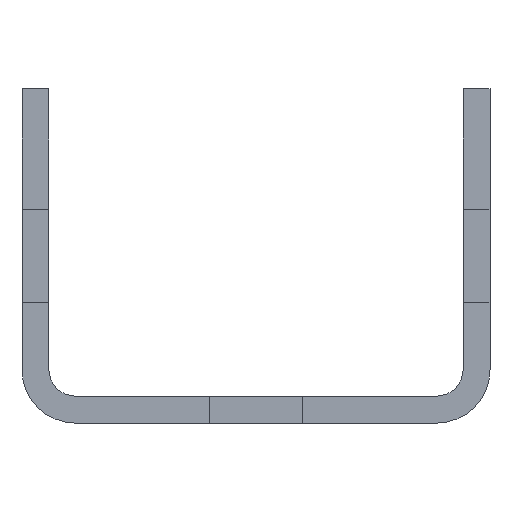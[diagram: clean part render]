
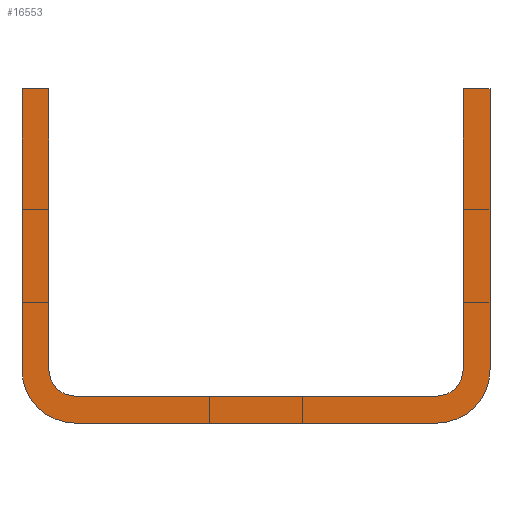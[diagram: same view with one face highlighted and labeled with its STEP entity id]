
A CAD part, front view. The second image highlights one B-rep face of the part: STEP entity #16553.
In plain terms, the highlighted planar face has unit normal (0, -1, 0).
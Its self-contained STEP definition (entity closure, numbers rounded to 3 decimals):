
#2=DIRECTION('',(0.,0.,-1.));
#3=VECTOR('',#2,42.);
#4=CARTESIAN_POINT('',(35.,0.,25.));
#5=LINE('',#4,#3);
#6=CARTESIAN_POINT('',(27.,0.,-17.));
#7=DIRECTION('',(0.,1.,0.));
#8=DIRECTION('',(1.,0.,0.));
#9=AXIS2_PLACEMENT_3D('',#6,#7,#8);
#11=DIRECTION('',(-1.,0.,0.));
#12=VECTOR('',#11,54.);
#13=CARTESIAN_POINT('',(27.,0.,-25.));
#14=LINE('',#13,#12);
#15=CARTESIAN_POINT('',(-27.,0.,-17.));
#16=DIRECTION('',(0.,1.,0.));
#17=DIRECTION('',(0.,0.,-1.));
#18=AXIS2_PLACEMENT_3D('',#15,#16,#17);
#20=DIRECTION('',(0.,0.,1.));
#21=VECTOR('',#20,42.);
#22=CARTESIAN_POINT('',(-35.,0.,-17.));
#23=LINE('',#22,#21);
#24=DIRECTION('',(1.,0.,0.));
#25=VECTOR('',#24,4.);
#26=CARTESIAN_POINT('',(-35.,0.,25.));
#27=LINE('',#26,#25);
#28=DIRECTION('',(0.,0.,-1.));
#29=VECTOR('',#28,42.);
#30=CARTESIAN_POINT('',(-31.,0.,25.));
#31=LINE('',#30,#29);
#32=CARTESIAN_POINT('',(-27.,0.,-17.));
#33=DIRECTION('',(0.,-1.,0.));
#34=DIRECTION('',(-1.,0.,0.));
#35=AXIS2_PLACEMENT_3D('',#32,#33,#34);
#37=DIRECTION('',(1.,0.,0.));
#38=VECTOR('',#37,54.);
#39=CARTESIAN_POINT('',(-27.,0.,-21.));
#40=LINE('',#39,#38);
#41=CARTESIAN_POINT('',(27.,0.,-17.));
#42=DIRECTION('',(0.,-1.,0.));
#43=DIRECTION('',(0.,0.,-1.));
#44=AXIS2_PLACEMENT_3D('',#41,#42,#43);
#46=DIRECTION('',(0.,0.,1.));
#47=VECTOR('',#46,42.);
#48=CARTESIAN_POINT('',(31.,0.,-17.));
#49=LINE('',#48,#47);
#50=DIRECTION('',(1.,0.,0.));
#51=VECTOR('',#50,4.);
#52=CARTESIAN_POINT('',(31.,0.,25.));
#53=LINE('',#52,#51);
#12634=CARTESIAN_POINT('',(35.,0.,25.));
#12635=CARTESIAN_POINT('',(35.,0.,-17.));
#12636=VERTEX_POINT('',#12634);
#12637=VERTEX_POINT('',#12635);
#12638=CARTESIAN_POINT('',(27.,0.,-25.));
#12639=VERTEX_POINT('',#12638);
#12640=CARTESIAN_POINT('',(-27.,0.,-25.));
#12641=VERTEX_POINT('',#12640);
#12642=CARTESIAN_POINT('',(-35.,0.,-17.));
#12643=VERTEX_POINT('',#12642);
#12644=CARTESIAN_POINT('',(-35.,0.,25.));
#12645=VERTEX_POINT('',#12644);
#12646=CARTESIAN_POINT('',(-31.,0.,25.));
#12647=VERTEX_POINT('',#12646);
#12648=CARTESIAN_POINT('',(-31.,0.,-17.));
#12649=VERTEX_POINT('',#12648);
#12650=CARTESIAN_POINT('',(-27.,0.,-21.));
#12651=VERTEX_POINT('',#12650);
#12652=CARTESIAN_POINT('',(27.,0.,-21.));
#12653=VERTEX_POINT('',#12652);
#12654=CARTESIAN_POINT('',(31.,0.,-17.));
#12655=VERTEX_POINT('',#12654);
#12656=CARTESIAN_POINT('',(31.,0.,25.));
#12657=VERTEX_POINT('',#12656);
#16522=CARTESIAN_POINT('',(0.,0.,0.));
#16523=DIRECTION('',(0.,1.,0.));
#16524=DIRECTION('',(1.,0.,0.));
#16525=AXIS2_PLACEMENT_3D('',#16522,#16523,#16524);
#16526=PLANE('',#16525);
#16528=ORIENTED_EDGE('',*,*,#16527,.T.);
#16530=ORIENTED_EDGE('',*,*,#16529,.T.);
#16532=ORIENTED_EDGE('',*,*,#16531,.T.);
#16534=ORIENTED_EDGE('',*,*,#16533,.T.);
#16536=ORIENTED_EDGE('',*,*,#16535,.T.);
#16538=ORIENTED_EDGE('',*,*,#16537,.T.);
#16540=ORIENTED_EDGE('',*,*,#16539,.T.);
#16542=ORIENTED_EDGE('',*,*,#16541,.T.);
#16544=ORIENTED_EDGE('',*,*,#16543,.T.);
#16546=ORIENTED_EDGE('',*,*,#16545,.T.);
#16548=ORIENTED_EDGE('',*,*,#16547,.T.);
#16550=ORIENTED_EDGE('',*,*,#16549,.T.);
#16551=EDGE_LOOP('',(#16528,#16530,#16532,#16534,#16536,#16538,#16540,#16542,
#16544,#16546,#16548,#16550));
#16552=FACE_OUTER_BOUND('',#16551,.F.);
#16553=ADVANCED_FACE('',(#16552),#16526,.F.);
#10=CIRCLE('',#9,8.);
#19=CIRCLE('',#18,8.);
#36=CIRCLE('',#35,4.);
#45=CIRCLE('',#44,4.);
#16527=EDGE_CURVE('',#12636,#12637,#5,.T.);
#16529=EDGE_CURVE('',#12637,#12639,#10,.T.);
#16531=EDGE_CURVE('',#12639,#12641,#14,.T.);
#16533=EDGE_CURVE('',#12641,#12643,#19,.T.);
#16535=EDGE_CURVE('',#12643,#12645,#23,.T.);
#16537=EDGE_CURVE('',#12645,#12647,#27,.T.);
#16539=EDGE_CURVE('',#12647,#12649,#31,.T.);
#16541=EDGE_CURVE('',#12649,#12651,#36,.T.);
#16543=EDGE_CURVE('',#12651,#12653,#40,.T.);
#16545=EDGE_CURVE('',#12653,#12655,#45,.T.);
#16547=EDGE_CURVE('',#12655,#12657,#49,.T.);
#16549=EDGE_CURVE('',#12657,#12636,#53,.T.);
